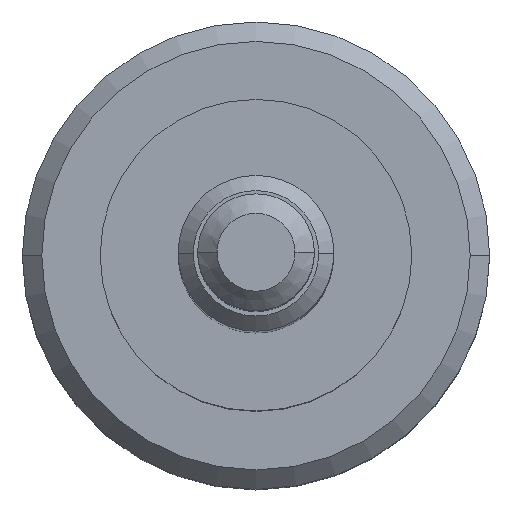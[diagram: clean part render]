
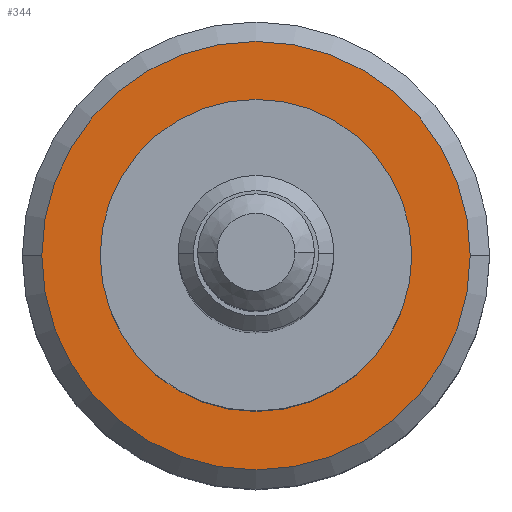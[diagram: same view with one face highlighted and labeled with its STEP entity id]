
A CAD part, top view. The second image highlights one B-rep face of the part: STEP entity #344.
In plain terms, the highlighted planar face has unit normal (0, 0, 1).
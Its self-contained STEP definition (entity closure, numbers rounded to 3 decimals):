
#12 = CIRCLE ( 'NONE', #903, 4. ) ;
#17 = CARTESIAN_POINT ( 'NONE',  ( 0., 0., 10. ) ) ;
#35 = AXIS2_PLACEMENT_3D ( 'NONE', #40, #258, #612 ) ;
#37 = CARTESIAN_POINT ( 'NONE',  ( 0., 0., 10. ) ) ;
#40 = CARTESIAN_POINT ( 'NONE',  ( 0., 0., 10. ) ) ;
#88 = DIRECTION ( 'NONE',  ( 0., 0., 1. ) ) ;
#95 = FACE_BOUND ( 'NONE', #889, .T. ) ;
#108 = FACE_OUTER_BOUND ( 'NONE', #204, .T. ) ;
#124 = DIRECTION ( 'NONE',  ( 1., 0., 0. ) ) ;
#127 = ORIENTED_EDGE ( 'NONE', *, *, #799, .T. ) ;
#143 = ORIENTED_EDGE ( 'NONE', *, *, #695, .F. ) ;
#204 = EDGE_LOOP ( 'NONE', ( #317, #127 ) ) ;
#209 = VERTEX_POINT ( 'NONE', #558 ) ;
#219 = CARTESIAN_POINT ( 'NONE',  ( 0., 0., 10. ) ) ;
#258 = DIRECTION ( 'NONE',  ( 0., 0., 1. ) ) ;
#270 = VERTEX_POINT ( 'NONE', #520 ) ;
#294 = DIRECTION ( 'NONE',  ( 0., 0., 1. ) ) ;
#317 = ORIENTED_EDGE ( 'NONE', *, *, #505, .T. ) ;
#327 = AXIS2_PLACEMENT_3D ( 'NONE', #219, #88, #850 ) ;
#344 = ADVANCED_FACE ( 'NONE', ( #108, #95 ), #878, .T. ) ;
#361 = ORIENTED_EDGE ( 'NONE', *, *, #740, .F. ) ;
#378 = CARTESIAN_POINT ( 'NONE',  ( 0., 0., 10. ) ) ;
#389 = DIRECTION ( 'NONE',  ( 1., 0., 0. ) ) ;
#453 = DIRECTION ( 'NONE',  ( 0., 0., 1. ) ) ;
#480 = AXIS2_PLACEMENT_3D ( 'NONE', #37, #453, #124 ) ;
#505 = EDGE_CURVE ( 'NONE', #270, #209, #559, .T. ) ;
#520 = CARTESIAN_POINT ( 'NONE',  ( -5.5, 0., 10. ) ) ;
#549 = CIRCLE ( 'NONE', #35, 5.5 ) ;
#558 = CARTESIAN_POINT ( 'NONE',  ( 5.5, 0., 10. ) ) ;
#559 = CIRCLE ( 'NONE', #327, 5.5 ) ;
#561 = CARTESIAN_POINT ( 'NONE',  ( 4., 0., 10. ) ) ;
#612 = DIRECTION ( 'NONE',  ( 1., 0., 0. ) ) ;
#617 = AXIS2_PLACEMENT_3D ( 'NONE', #17, #875, #649 ) ;
#649 = DIRECTION ( 'NONE',  ( 1., 0., 0. ) ) ;
#689 = CIRCLE ( 'NONE', #617, 4. ) ;
#695 = EDGE_CURVE ( 'NONE', #907, #789, #12, .T. ) ;
#740 = EDGE_CURVE ( 'NONE', #789, #907, #689, .T. ) ;
#789 = VERTEX_POINT ( 'NONE', #885 ) ;
#799 = EDGE_CURVE ( 'NONE', #209, #270, #549, .T. ) ;
#850 = DIRECTION ( 'NONE',  ( 1., 0., 0. ) ) ;
#875 = DIRECTION ( 'NONE',  ( 0., 0., 1. ) ) ;
#878 = PLANE ( 'NONE',  #480 ) ;
#885 = CARTESIAN_POINT ( 'NONE',  ( -4., 0., 10. ) ) ;
#889 = EDGE_LOOP ( 'NONE', ( #361, #143 ) ) ;
#903 = AXIS2_PLACEMENT_3D ( 'NONE', #378, #294, #389 ) ;
#907 = VERTEX_POINT ( 'NONE', #561 ) ;
